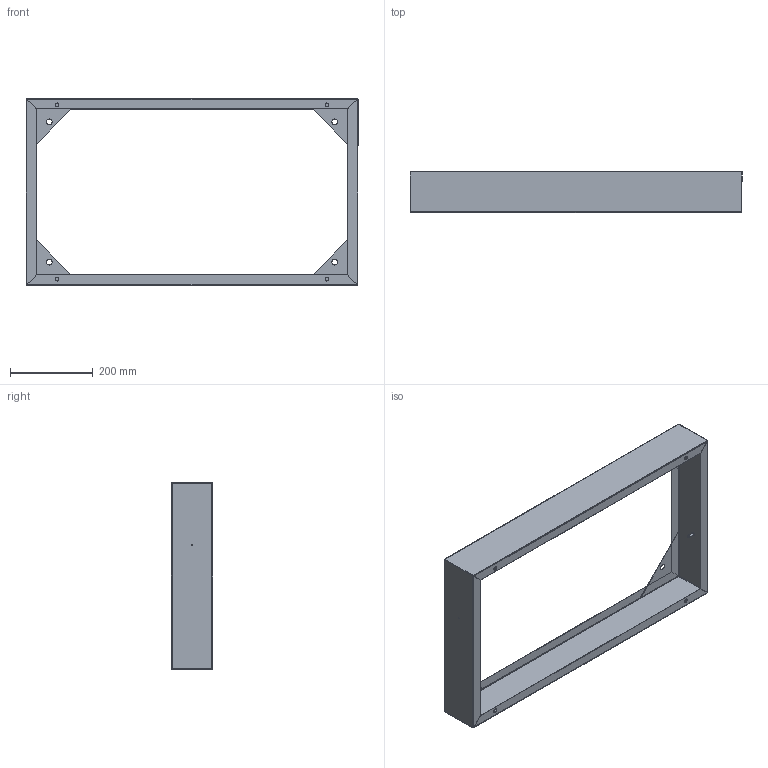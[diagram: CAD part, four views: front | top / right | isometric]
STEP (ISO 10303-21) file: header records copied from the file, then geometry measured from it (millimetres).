
FILE_DESCRIPTION (( 'STEP AP214' ), '1' );
FILE_NAME ('mb15-08-02-07 ÑÁ Öîêîëü 800õ450.STEP', '2021-02-04T08:32:51', ( '' ), ( '' ), 'SwSTEP 2.0', 'SolidWorks 2021', '' );
FILE_SCHEMA (( 'AUTOMOTIVE_DESIGN' ));
Length unit declared in the file: millimetre
Products named in the file (5): øïèëüêà îáìåäíåííàÿ Ì6õ12; ÌÈ-556.05.00.003 Êîñûíêà; mb15-08-02-07 ÑÁ Öîêîëü 800õ450; ÌÈ-558.05.00.001 Øâåëëåð ïåðåäíèé 800; ÌÈ-556.05.00.002 Øâåëëåð áîêîâîé 450
Assembly tree (9 placements, depth 2):
  mb15-08-02-07 ÑÁ Öîêîëü 800õ450
    ÌÈ-558.05.00.001 Øâåëëåð ïåðåäíèé 800  x2
    ÌÈ-556.05.00.002 Øâåëëåð áîêîâîé 450  x2
    ÌÈ-556.05.00.003 Êîñûíêà  x4
    øïèëüêà îáìåäíåííàÿ Ì6õ12
Bounding box: 800 x 100 x 450 mm (x, y, z)
Volume: 394205.6 mm3; surface area: 795832.8 mm2
Topology: 9 solids, 9 shells, 137 faces, 288 edges, 170 vertices
Faces by surface type: plane 79, cylinder 40, bspline 16, cone 2
Entity records: 2381 total; most frequent: CARTESIAN_POINT 783, DIRECTION 287, ORIENTED_EDGE 274, EDGE_CURVE 137, AXIS2_PLACEMENT_3D 96, LINE 95, VECTOR 95, VERTEX_POINT 80
